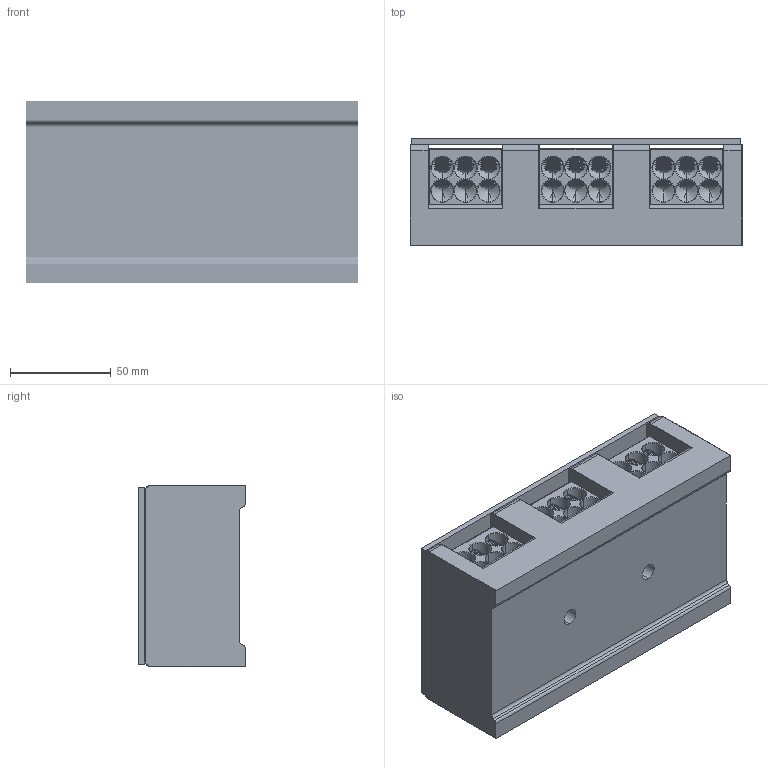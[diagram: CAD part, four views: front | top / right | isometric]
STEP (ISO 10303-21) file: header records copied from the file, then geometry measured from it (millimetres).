
FILE_DESCRIPTION((''),'2;1');
FILE_NAME('UDJ-4003_6_35','2024-07-05T',('dell'),(''),'PRO/ENGINEER BY PARAMETRIC TECHNOLOGY CORPORATION, 2013230','PRO/ENGINEER BY PARAMETRIC TECHNOLOGY CORPORATION, 2013230','');
FILE_SCHEMA(('AUTOMOTIVE_DESIGN { 1 0 10303 214 1 1 1 1 }'));
Products named in the file (1): UDJ-4003_6_35
Bounding box: 165 x 53 x 90 mm (x, y, z)
Volume: 548525.1 mm3; surface area: 150229.1 mm2
Topology: 4 solids, 37 shells, 2480 faces, 7248 edges, 4586 vertices
Faces by surface type: plane 1157, cylinder 726, bspline 324, cone 204, sphere 36, torus 28, extrusion 5
Entity records: 145354 total; most frequent: CARTESIAN_POINT 84128, ORIENTED_EDGE 14268, DIRECTION 10560, EDGE_CURVE 7134, VERTEX_POINT 4586, VECTOR 3914, LINE 3909, AXIS2_PLACEMENT_3D 3323
